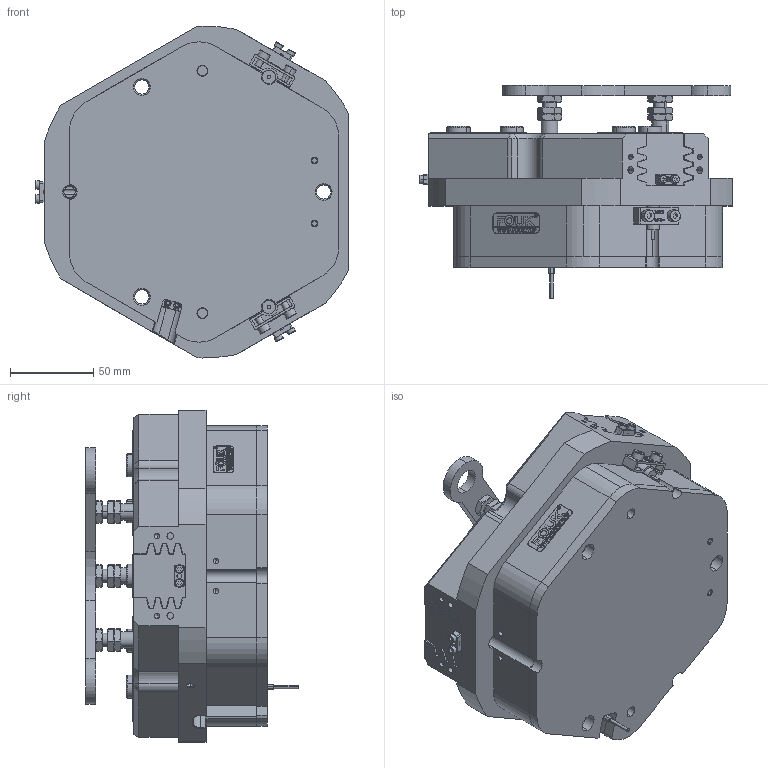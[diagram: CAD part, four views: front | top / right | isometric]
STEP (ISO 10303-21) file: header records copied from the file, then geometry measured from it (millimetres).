
FILE_DESCRIPTION (( 'STEP AP203' ), '1' );
FILE_NAME ('FZ125-200-S-C35.STEP', '2025-03-28T05:12:30', ( 'USER-' ), ( 'Microsoft' ), 'SwSTEP 2.0', 'SolidWorks 2018', '' );
FILE_SCHEMA (( 'CONFIG_CONTROL_DESIGN' ));
Length unit declared in the file: millimetre
Products named in the file (16): FZ125-200-S-C35; 32x12-R2; 20241226-M4 M4換覜ん揤輸; M8情蹟譫-C35; TZT125-200-M-07 芢裝-C35; 覜聆假蚾极-1; ﾏ擎ﾗ14｡ﾁ10｡ﾁ8; TZ125-200-C35; 内六角圆柱头螺钉[GBT70_1-2008][M4×12]_M4×12; TZT125-200-M-01 褲极; TZT125-200-M-06 笢猾啣-1; TZT125-200-M-05 菁裔啣-C35; TZT125-200-S-02 賑輸; TZT125-200-M-20 囀笢猾啣-1; 棠羲換覜ん; 电容传感器-1
Assembly tree (42 placements, depth 2):
  FZ125-200-S-C35
    TZT125-200-S-02 賑輸  x3
    覜聆假蚾极-1  x3
    电容传感器-1  x2
    TZT125-200-M-06 笢猾啣-1
    TZT125-200-M-01 褲极
    TZT125-200-M-20 囀笢猾啣-1  x3
    32x12-R2
    棠羲換覜ん  x2
    TZT125-200-M-05 菁裔啣-C35
    ﾏ擎ﾗ14｡ﾁ10｡ﾁ8  x6
    20241226-M4 M4換覜ん揤輸  x2
    内六角圆柱头螺钉[GBT70_1-2008][M4×12]_M4×12  x4
    TZT125-200-M-07 芢裝-C35  x3
    TZ125-200-C35
    M8情蹟譫-C35  x9
Bounding box: 188.5 x 128.12 x 199.96 mm (x, y, z)
Volume: 1872994.2 mm3; surface area: 288777 mm2
Topology: 42 solids, 45 shells, 2384 faces, 6236 edges, 4030 vertices
Faces by surface type: plane 1187, cylinder 553, bspline 379, cone 237, torus 28
Entity records: 57941 total; most frequent: CARTESIAN_POINT 19290, ORIENTED_EDGE 7908, DIRECTION 6774, EDGE_CURVE 3954, VERTEX_POINT 2586, VECTOR 2554, LINE 2554, AXIS2_PLACEMENT_3D 2110
